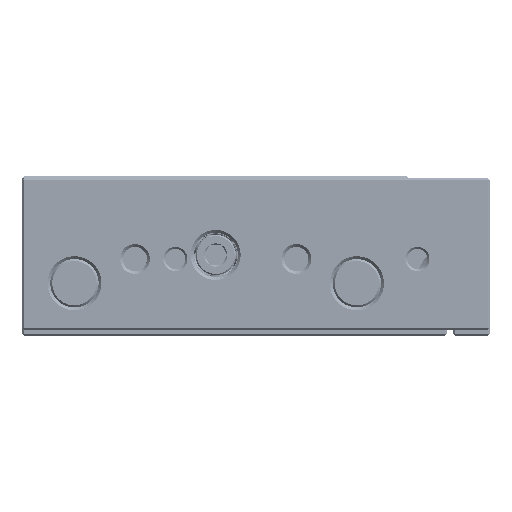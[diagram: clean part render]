
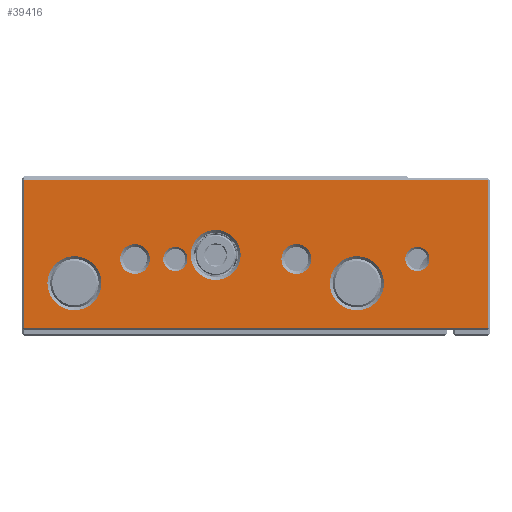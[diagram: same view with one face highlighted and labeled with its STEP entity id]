
A CAD part, left-side view. The second image highlights one B-rep face of the part: STEP entity #39416.
In plain terms, the highlighted planar face has unit normal (-1, 0, 0).
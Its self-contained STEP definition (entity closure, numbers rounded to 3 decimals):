
#920=FACE_BOUND('',#5067,.T.);
#921=FACE_BOUND('',#5068,.T.);
#922=FACE_BOUND('',#5069,.T.);
#923=FACE_BOUND('',#5070,.T.);
#924=FACE_BOUND('',#5071,.T.);
#925=FACE_BOUND('',#5072,.T.);
#926=FACE_BOUND('',#5073,.T.);
#1254=PLANE('',#41977);
#1578=CIRCLE('',#41978,6.7);
#1579=CIRCLE('',#41979,6.7);
#1580=CIRCLE('',#41980,3.);
#1581=CIRCLE('',#41981,3.7);
#1582=CIRCLE('',#41982,3.7);
#1583=CIRCLE('',#41983,3.);
#1584=CIRCLE('',#41984,6.2);
#2700=FACE_OUTER_BOUND('',#5066,.T.);
#5066=EDGE_LOOP('',(#25853,#25854,#25855,#25856));
#5067=EDGE_LOOP('',(#25857));
#5068=EDGE_LOOP('',(#25858));
#5069=EDGE_LOOP('',(#25859));
#5070=EDGE_LOOP('',(#25860));
#5071=EDGE_LOOP('',(#25861));
#5072=EDGE_LOOP('',(#25862));
#5073=EDGE_LOOP('',(#25863));
#10842=LINE('',#59005,#12871);
#10845=LINE('',#59009,#12874);
#10850=LINE('',#59017,#12879);
#10855=LINE('',#59024,#12884);
#12871=VECTOR('',#45486,10.);
#12874=VECTOR('',#45491,10.);
#12879=VECTOR('',#45502,10.);
#12884=VECTOR('',#45511,10.);
#15072=VERTEX_POINT('',#58960);
#15080=VERTEX_POINT('',#58977);
#15084=VERTEX_POINT('',#58991);
#15089=VERTEX_POINT('',#59001);
#15105=VERTEX_POINT('',#59070);
#15106=VERTEX_POINT('',#59072);
#15107=VERTEX_POINT('',#59074);
#15108=VERTEX_POINT('',#59076);
#15109=VERTEX_POINT('',#59078);
#15110=VERTEX_POINT('',#59080);
#15111=VERTEX_POINT('',#59082);
#19335=EDGE_CURVE('',#15084,#15089,#10842,.T.);
#19338=EDGE_CURVE('',#15089,#15080,#10845,.T.);
#19343=EDGE_CURVE('',#15072,#15084,#10850,.T.);
#19348=EDGE_CURVE('',#15080,#15072,#10855,.T.);
#19372=EDGE_CURVE('',#15105,#15105,#1578,.T.);
#19373=EDGE_CURVE('',#15106,#15106,#1579,.T.);
#19374=EDGE_CURVE('',#15107,#15107,#1580,.T.);
#19375=EDGE_CURVE('',#15108,#15108,#1581,.T.);
#19376=EDGE_CURVE('',#15109,#15109,#1582,.T.);
#19377=EDGE_CURVE('',#15110,#15110,#1583,.T.);
#19378=EDGE_CURVE('',#15111,#15111,#1584,.T.);
#25853=ORIENTED_EDGE('',*,*,#19335,.F.);
#25854=ORIENTED_EDGE('',*,*,#19343,.F.);
#25855=ORIENTED_EDGE('',*,*,#19348,.F.);
#25856=ORIENTED_EDGE('',*,*,#19338,.F.);
#25857=ORIENTED_EDGE('',*,*,#19372,.F.);
#25858=ORIENTED_EDGE('',*,*,#19373,.F.);
#25859=ORIENTED_EDGE('',*,*,#19374,.F.);
#25860=ORIENTED_EDGE('',*,*,#19375,.F.);
#25861=ORIENTED_EDGE('',*,*,#19376,.F.);
#25862=ORIENTED_EDGE('',*,*,#19377,.F.);
#25863=ORIENTED_EDGE('',*,*,#19378,.F.);
#39416=ADVANCED_FACE('',(#2700,#920,#921,#922,#923,#924,#925,#926),#1254,
 .T.);
#41977=AXIS2_PLACEMENT_3D('',#59069,#45562,#45563);
#41978=AXIS2_PLACEMENT_3D('',#59071,#45564,#45565);
#41979=AXIS2_PLACEMENT_3D('',#59073,#45566,#45567);
#41980=AXIS2_PLACEMENT_3D('',#59075,#45568,#45569);
#41981=AXIS2_PLACEMENT_3D('',#59077,#45570,#45571);
#41982=AXIS2_PLACEMENT_3D('',#59079,#45572,#45573);
#41983=AXIS2_PLACEMENT_3D('',#59081,#45574,#45575);
#41984=AXIS2_PLACEMENT_3D('',#59083,#45576,#45577);
#45486=DIRECTION('',(0.,1.,0.));
#45491=DIRECTION('',(0.,0.,1.));
#45502=DIRECTION('',(0.,0.,-1.));
#45511=DIRECTION('',(0.,-1.,0.));
#45562=DIRECTION('center_axis',(-1.,0.,0.));
#45563=DIRECTION('ref_axis',(0.,-1.,0.));
#45564=DIRECTION('center_axis',(-1.,0.,0.));
#45565=DIRECTION('ref_axis',(0.,0.,1.));
#45566=DIRECTION('center_axis',(-1.,0.,0.));
#45567=DIRECTION('ref_axis',(0.,0.,1.));
#45568=DIRECTION('center_axis',(-1.,0.,0.));
#45569=DIRECTION('ref_axis',(0.,0.,1.));
#45570=DIRECTION('center_axis',(-1.,0.,0.));
#45571=DIRECTION('ref_axis',(0.,0.,1.));
#45572=DIRECTION('center_axis',(-1.,0.,0.));
#45573=DIRECTION('ref_axis',(0.,0.,1.));
#45574=DIRECTION('center_axis',(-1.,0.,0.));
#45575=DIRECTION('ref_axis',(0.,0.,1.));
#45576=DIRECTION('center_axis',(-1.,0.,0.));
#45577=DIRECTION('ref_axis',(0.,0.,1.));
#58960=CARTESIAN_POINT('',(0.,0.5,37.));
#58977=CARTESIAN_POINT('',(0.,115.5,37.));
#58991=CARTESIAN_POINT('',(0.,0.5,0.5));
#59001=CARTESIAN_POINT('',(0.,115.5,0.5));
#59005=CARTESIAN_POINT('',(0.,87.,0.5));
#59009=CARTESIAN_POINT('',(0.,115.5,0.));
#59017=CARTESIAN_POINT('',(0.,0.5,0.));
#59024=CARTESIAN_POINT('',(0.,87.,37.));
#59069=CARTESIAN_POINT('Origin',(0.,116.,0.));
#59070=CARTESIAN_POINT('',(0.,33.,4.8));
#59071=CARTESIAN_POINT('Origin',(0.,33.,11.5));
#59072=CARTESIAN_POINT('',(0.,103.,4.8));
#59073=CARTESIAN_POINT('Origin',(0.,103.,11.5));
#59074=CARTESIAN_POINT('',(0.,78.,14.5));
#59075=CARTESIAN_POINT('Origin',(0.,78.,17.5));
#59076=CARTESIAN_POINT('',(0.,88.,13.8));
#59077=CARTESIAN_POINT('Origin',(0.,88.,17.5));
#59078=CARTESIAN_POINT('',(0.,48.,13.8));
#59079=CARTESIAN_POINT('Origin',(0.,48.,17.5));
#59080=CARTESIAN_POINT('',(0.,18.,14.5));
#59081=CARTESIAN_POINT('Origin',(0.,18.,17.5));
#59082=CARTESIAN_POINT('',(0.,68.,12.3));
#59083=CARTESIAN_POINT('Origin',(0.,68.,18.5));
